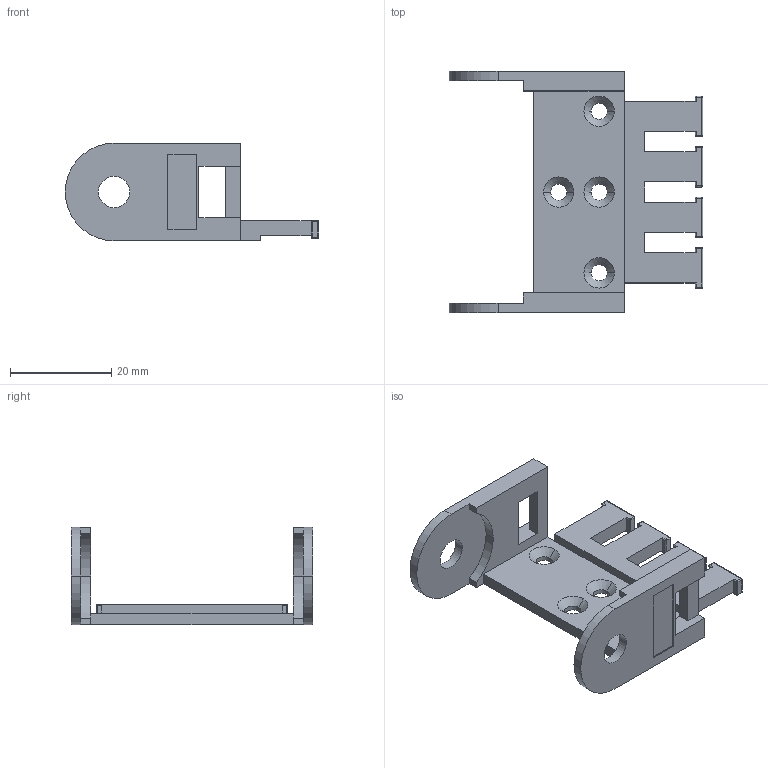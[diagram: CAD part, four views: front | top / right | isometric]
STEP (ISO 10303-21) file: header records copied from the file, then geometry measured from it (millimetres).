
FILE_DESCRIPTION(('STEP AP214'),'1');
FILE_NAME('cctmp_0D11CDC9-89FE-4AB4-AA1B-CD3DA663F4C7_2025_03_01_02_34_26_0948_201304..stp','2025-03-01T01:34:27',('igus GmbH'),('CADClick - www.CADClick.com'),'Spatial InterOp 3D',' ','unknown authorization');
FILE_SCHEMA(('AUTOMOTIVE_DESIGN'));
Length unit declared in the file: millimetre
Products named in the file (2): 2025_03_01_02_34_26_0902; 2025_03_01_02_34_26_0948
Assembly tree (1 placements, depth 2):
  2025_03_01_02_34_26_0902
    2025_03_01_02_34_26_0948
Bounding box: 50.15 x 47.8 x 19.3 mm (x, y, z)
Volume: 6035.3 mm3; surface area: 6081.6 mm2
Topology: 1 solids, 1 shells, 184 faces, 472 edges, 258 vertices
Faces by surface type: cylinder 72, plane 72, sphere 32, cone 8
Entity records: 6783 total; most frequent: DIRECTION 964, CARTESIAN_POINT 884, ORIENTED_EDGE 880, EDGE_CURVE 440, AXIS2_PLACEMENT_3D 338, LINE 288, VECTOR 288, VERTEX_POINT 258
